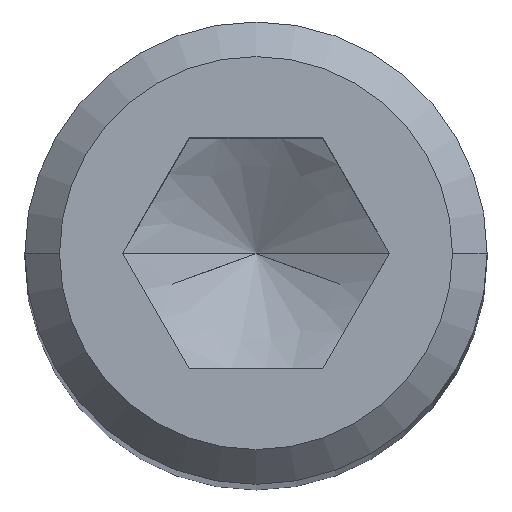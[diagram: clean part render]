
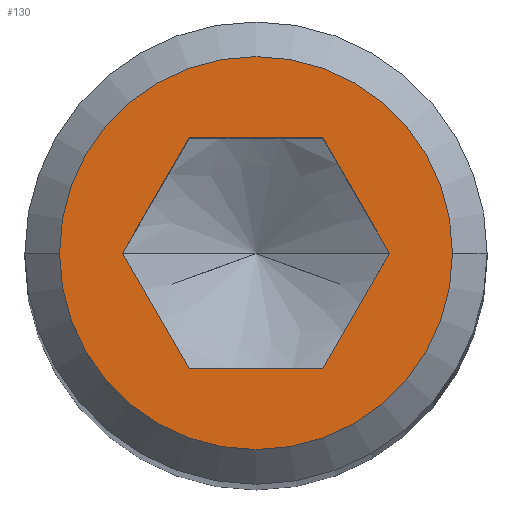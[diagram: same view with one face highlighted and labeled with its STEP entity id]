
A CAD part, top view. The second image highlights one B-rep face of the part: STEP entity #130.
In plain terms, the highlighted planar face has unit normal (0, 0, 1).
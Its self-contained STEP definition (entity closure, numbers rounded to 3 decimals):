
#108=EDGE_CURVE('',#178,#238,#292,.T.);
#130=ADVANCED_FACE('',(#318,#319),#320,.T.);
#132=VERTEX_POINT('',#322);
#146=EDGE_CURVE('',#234,#132,#338,.T.);
#148=EDGE_CURVE('',#264,#190,#340,.T.);
#172=VERTEX_POINT('',#365);
#178=VERTEX_POINT('',#372);
#182=EDGE_CURVE('',#190,#218,#376,.T.);
#186=EDGE_CURVE('',#132,#234,#380,.T.);
#190=VERTEX_POINT('',#385);
#218=VERTEX_POINT('',#416);
#222=EDGE_CURVE('',#218,#172,#421,.T.);
#234=VERTEX_POINT('',#433);
#238=VERTEX_POINT('',#437);
#260=EDGE_CURVE('',#238,#264,#462,.T.);
#264=VERTEX_POINT('',#467);
#274=EDGE_CURVE('',#172,#178,#478,.T.);
#292=LINE('',#487,#488);
#318=FACE_BOUND('',#520,.T.);
#319=FACE_OUTER_BOUND('',#521,.T.);
#320=PLANE('',#522);
#322=CARTESIAN_POINT('',(4.25,0.,80.));
#338=CIRCLE('',#545,4.25);
#340=LINE('',#548,#549);
#365=CARTESIAN_POINT('',(2.887,0.0,80.0));
#372=CARTESIAN_POINT('',(1.443,-2.5,80.0));
#376=LINE('',#615,#616);
#380=CIRCLE('',#623,4.25);
#385=CARTESIAN_POINT('',(-1.443,2.5,80.0));
#416=CARTESIAN_POINT('',(1.443,2.5,80.0));
#421=LINE('',#695,#696);
#433=CARTESIAN_POINT('',(-4.25,0.,80.));
#437=CARTESIAN_POINT('',(-1.443,-2.5,80.0));
#462=LINE('',#763,#764);
#467=CARTESIAN_POINT('',(-2.887,0.0,80.0));
#478=LINE('',#786,#787);
#487=CARTESIAN_POINT('',(-0.722,-2.5,80.0));
#488=VECTOR('',#789,1.0);
#520=EDGE_LOOP('',(#830,#831,#832,#833,#834,#835));
#521=EDGE_LOOP('',(#836,#837));
#522=AXIS2_PLACEMENT_3D('',#838,#839,#840);
#545=AXIS2_PLACEMENT_3D('',#870,#871,#872);
#548=CARTESIAN_POINT('',(-1.804,1.875,80.0));
#549=VECTOR('',#873,1.0);
#615=CARTESIAN_POINT('',(0.722,2.5,80.0));
#616=VECTOR('',#897,1.0);
#623=AXIS2_PLACEMENT_3D('',#899,#900,#901);
#695=CARTESIAN_POINT('',(2.526,0.625,80.0));
#696=VECTOR('',#952,1.0);
#763=CARTESIAN_POINT('',(-2.526,-0.625,80.0));
#764=VECTOR('',#981,1.0);
#786=CARTESIAN_POINT('',(1.804,-1.875,80.0));
#787=VECTOR('',#1003,1.0);
#789=DIRECTION('',(-1.0,0.0,0.0));
#830=ORIENTED_EDGE('',*,*,#260,.T.);
#831=ORIENTED_EDGE('',*,*,#148,.T.);
#832=ORIENTED_EDGE('',*,*,#182,.T.);
#833=ORIENTED_EDGE('',*,*,#222,.T.);
#834=ORIENTED_EDGE('',*,*,#274,.T.);
#835=ORIENTED_EDGE('',*,*,#108,.T.);
#836=ORIENTED_EDGE('',*,*,#146,.T.);
#837=ORIENTED_EDGE('',*,*,#186,.T.);
#838=CARTESIAN_POINT('',(-2.125,0.,80.));
#839=DIRECTION('',(0.,0.,1.0));
#840=DIRECTION('',(-1.0,0.,0.0));
#870=CARTESIAN_POINT('',(0.,0.,80.));
#871=DIRECTION('',(0.,0.,1.0));
#872=DIRECTION('',(-1.0,0.,0.));
#873=DIRECTION('',(0.5,0.866,0.0));
#897=DIRECTION('',(1.0,0.0,0.0));
#899=CARTESIAN_POINT('',(0.,0.,80.));
#900=DIRECTION('',(0.,0.,1.0));
#901=DIRECTION('',(-1.0,0.,0.));
#952=DIRECTION('',(0.5,-0.866,0.0));
#981=DIRECTION('',(-0.5,0.866,0.0));
#1003=DIRECTION('',(-0.5,-0.866,0.0));
